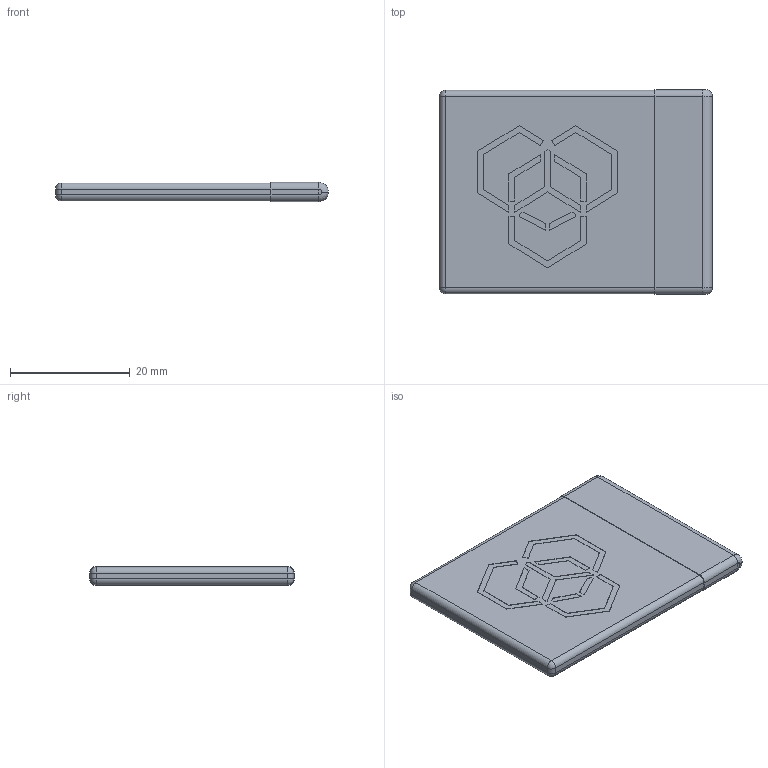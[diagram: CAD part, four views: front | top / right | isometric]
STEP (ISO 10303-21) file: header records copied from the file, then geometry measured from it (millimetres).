
FILE_DESCRIPTION(('FreeCAD Model'),'2;1');
FILE_NAME('LiPo.step','2016-03-31T15:28:22',('Author'),(''), 'Open CASCADE STEP processor 6.8','FreeCAD','Unknown');
FILE_SCHEMA(('AUTOMOTIVE_DESIGN_CC2 { 1 2 10303 214 -1 1 5 4 }'));
Length unit declared in the file: millimetre
Products named in the file (2): ASSEMBLY; LiPo
Assembly tree (1 placements, depth 2):
  ASSEMBLY
    LiPo
Bounding box: 45.6 x 34.2 x 3.2 mm (x, y, z)
Volume: 4590 mm3; surface area: 3754.5 mm2
Topology: 1 solids, 2 shells, 123 faces, 306 edges, 188 vertices
Faces by surface type: plane 87, cylinder 18, revolution 10, sphere 8
Entity records: 11290 total; most frequent: CARTESIAN_POINT 4485, DIRECTION 1053, LINE 682, VECTOR 682, ORIENTED_EDGE 596, PCURVE 596, DEFINITIONAL_REPRESENTATION 596, EDGE_CURVE 298
